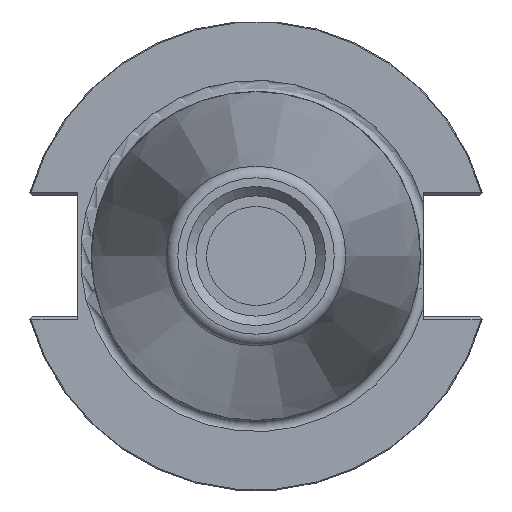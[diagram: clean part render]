
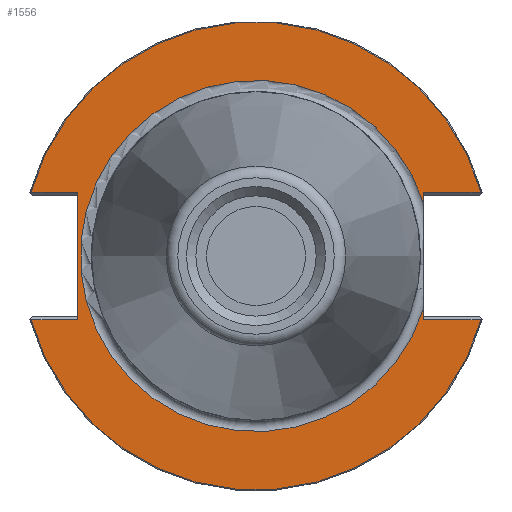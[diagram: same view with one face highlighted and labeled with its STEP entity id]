
A CAD part, left-side view. The second image highlights one B-rep face of the part: STEP entity #1556.
In plain terms, the highlighted planar face has unit normal (-1, 0, 0).
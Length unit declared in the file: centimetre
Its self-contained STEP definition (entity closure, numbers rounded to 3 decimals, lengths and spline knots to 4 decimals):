
#88=CIRCLE('',#1662,3.1623);
#90=CIRCLE('',#1667,3.1623);
#91=CIRCLE('',#1668,2.3741);
#238=FACE_OUTER_BOUND('',#346,.T.);
#346=EDGE_LOOP('',(#1074,#1075,#1076,#1077,#1078,#1079,#1080,#1081,#1082,
#1083));
#453=LINE('',#2368,#545);
#454=LINE('',#2390,#546);
#461=LINE('',#2447,#553);
#463=LINE('',#2451,#555);
#464=LINE('',#2453,#556);
#465=LINE('',#2455,#557);
#466=LINE('',#2458,#558);
#545=VECTOR('',#1844,0.1336);
#546=VECTOR('',#1845,0.1336);
#553=VECTOR('',#1862,0.7828);
#555=VECTOR('',#1866,0.6304);
#556=VECTOR('',#1867,1.7177);
#557=VECTOR('',#1868,0.6304);
#558=VECTOR('',#1871,0.7828);
#647=VERTEX_POINT('',#2365);
#648=VERTEX_POINT('',#2367);
#649=VERTEX_POINT('',#2369);
#650=VERTEX_POINT('',#2389);
#654=VERTEX_POINT('',#2398);
#655=VERTEX_POINT('',#2407);
#662=VERTEX_POINT('',#2450);
#663=VERTEX_POINT('',#2452);
#664=VERTEX_POINT('',#2454);
#665=VERTEX_POINT('',#2456);
#803=EDGE_CURVE('',#648,#647,#453,.T.);
#805=EDGE_CURVE('',#650,#649,#454,.T.);
#810=EDGE_CURVE('',#654,#655,#88,.T.);
#819=EDGE_CURVE('',#647,#655,#461,.T.);
#821=EDGE_CURVE('',#662,#654,#463,.T.);
#822=EDGE_CURVE('',#663,#662,#464,.T.);
#823=EDGE_CURVE('',#664,#663,#465,.T.);
#824=EDGE_CURVE('',#665,#664,#90,.T.);
#825=EDGE_CURVE('',#665,#650,#466,.T.);
#826=EDGE_CURVE('',#649,#648,#91,.T.);
#1074=ORIENTED_EDGE('',*,*,#810,.F.);
#1075=ORIENTED_EDGE('',*,*,#821,.F.);
#1076=ORIENTED_EDGE('',*,*,#822,.F.);
#1077=ORIENTED_EDGE('',*,*,#823,.F.);
#1078=ORIENTED_EDGE('',*,*,#824,.F.);
#1079=ORIENTED_EDGE('',*,*,#825,.T.);
#1080=ORIENTED_EDGE('',*,*,#805,.T.);
#1081=ORIENTED_EDGE('',*,*,#826,.T.);
#1082=ORIENTED_EDGE('',*,*,#803,.T.);
#1083=ORIENTED_EDGE('',*,*,#819,.T.);
#1406=PLANE('',#1666);
#1556=ADVANCED_FACE('',(#238),#1406,.T.);
#1662=AXIS2_PLACEMENT_3D('',#2408,#1851,#1852);
#1666=AXIS2_PLACEMENT_3D('',#2449,#1864,#1865);
#1667=AXIS2_PLACEMENT_3D('',#2457,#1869,#1870);
#1668=AXIS2_PLACEMENT_3D('',#2459,#1872,#1873);
#1844=DIRECTION('',(0.,0.,1.));
#1845=DIRECTION('',(0.,0.,1.));
#1851=DIRECTION('center_axis',(1.,0.,0.));
#1852=DIRECTION('ref_axis',(0.,0.,
1.));
#1862=DIRECTION('',(0.,-1.,0.));
#1864=DIRECTION('center_axis',(-1.,0.,0.));
#1865=DIRECTION('ref_axis',(0.,0.,1.));
#1866=DIRECTION('',(0.,1.,0.));
#1867=DIRECTION('',(0.,0.,1.));
#1868=DIRECTION('',(0.,-1.,0.));
#1869=DIRECTION('center_axis',(1.,0.,0.));
#1870=DIRECTION('ref_axis',(0.,0.,
-1.));
#1871=DIRECTION('',(0.,1.,0.));
#1872=DIRECTION('center_axis',(1.,0.,0.));
#1873=DIRECTION('ref_axis',(0.,0.,1.));
#2365=CARTESIAN_POINT('',(3.0545,-2.4823,0.8588));
#2367=CARTESIAN_POINT('',(3.0545,-2.4823,0.7252));
#2368=CARTESIAN_POINT('',(3.0545,-2.4823,0.));
#2369=CARTESIAN_POINT('',(3.0545,-2.4823,-0.7252));
#2389=CARTESIAN_POINT('',(3.0545,-2.4823,-0.8588));
#2390=CARTESIAN_POINT('',(3.0545,-2.4823,0.));
#2398=CARTESIAN_POINT('',(3.0545,2.8218,0.8588));
#2407=CARTESIAN_POINT('',(3.0545,-3.2651,0.8588));
#2408=CARTESIAN_POINT('Origin',(3.0545,-0.2217,0.));
#2447=CARTESIAN_POINT('',(3.0545,-2.514,0.8588));
#2449=CARTESIAN_POINT('Origin',(3.0545,-2.4442,0.));
#2450=CARTESIAN_POINT('',(3.0545,2.1913,0.8588));
#2451=CARTESIAN_POINT('',(3.0545,-0.1518,0.8588));
#2452=CARTESIAN_POINT('',(3.0545,2.1913,-0.8588));
#2453=CARTESIAN_POINT('',(3.0545,2.1913,-0.8588));
#2454=CARTESIAN_POINT('',(3.0545,2.8218,-0.8588));
#2455=CARTESIAN_POINT('',(3.0545,0.4832,-0.8588));
#2456=CARTESIAN_POINT('',(3.0545,-3.2651,-0.8588));
#2457=CARTESIAN_POINT('Origin',(3.0545,-0.2217,0.));
#2458=CARTESIAN_POINT('',(3.0545,-2.514,-0.8588));
#2459=CARTESIAN_POINT('Origin',(3.0545,-0.2217,0.));
